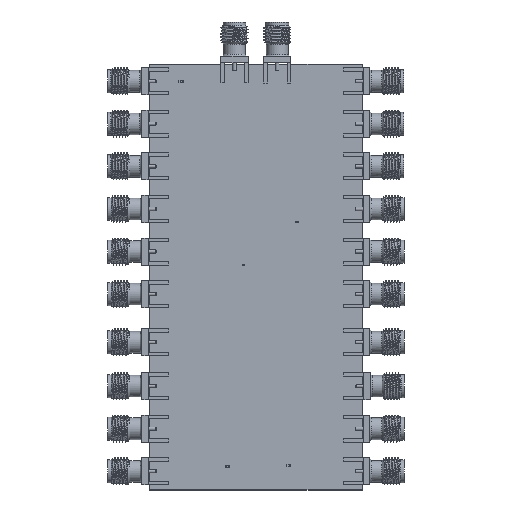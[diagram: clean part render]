
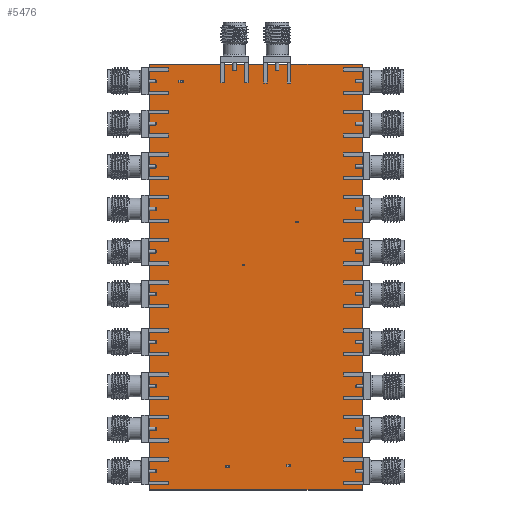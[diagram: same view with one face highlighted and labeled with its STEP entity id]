
A CAD part, top view. The second image highlights one B-rep face of the part: STEP entity #5476.
In plain terms, the highlighted planar face has unit normal (0, 0, 1).
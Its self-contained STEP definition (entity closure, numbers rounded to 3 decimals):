
#5347 = VERTEX_POINT('',#5348);
#5348 = CARTESIAN_POINT('',(144.,-152.,1.51));
#5354 = EDGE_CURVE('',#5347,#5355,#5357,.T.);
#5355 = VERTEX_POINT('',#5356);
#5356 = CARTESIAN_POINT('',(94.,-152.,1.51));
#5357 = LINE('',#5358,#5359);
#5358 = CARTESIAN_POINT('',(144.,-152.,1.51));
#5359 = VECTOR('',#5360,1.);
#5360 = DIRECTION('',(-1.,0.,0.));
#5385 = EDGE_CURVE('',#5355,#5386,#5388,.T.);
#5386 = VERTEX_POINT('',#5387);
#5387 = CARTESIAN_POINT('',(94.,-52.,1.51));
#5388 = LINE('',#5389,#5390);
#5389 = CARTESIAN_POINT('',(94.,-152.,1.51));
#5390 = VECTOR('',#5391,1.);
#5391 = DIRECTION('',(0.,1.,0.));
#5416 = EDGE_CURVE('',#5386,#5417,#5419,.T.);
#5417 = VERTEX_POINT('',#5418);
#5418 = CARTESIAN_POINT('',(144.,-52.,1.51));
#5419 = LINE('',#5420,#5421);
#5420 = CARTESIAN_POINT('',(94.,-52.,1.51));
#5421 = VECTOR('',#5422,1.);
#5422 = DIRECTION('',(1.,0.,0.));
#5447 = EDGE_CURVE('',#5417,#5347,#5448,.T.);
#5448 = LINE('',#5449,#5450);
#5449 = CARTESIAN_POINT('',(144.,-52.,1.51));
#5450 = VECTOR('',#5451,1.);
#5451 = DIRECTION('',(0.,-1.,0.));
#5476 = ADVANCED_FACE('',(#5477),#5483,.T.);
#5477 = FACE_BOUND('',#5478,.F.);
#5478 = EDGE_LOOP('',(#5479,#5480,#5481,#5482));
#5479 = ORIENTED_EDGE('',*,*,#5354,.T.);
#5480 = ORIENTED_EDGE('',*,*,#5385,.T.);
#5481 = ORIENTED_EDGE('',*,*,#5416,.T.);
#5482 = ORIENTED_EDGE('',*,*,#5447,.T.);
#5483 = PLANE('',#5484);
#5484 = AXIS2_PLACEMENT_3D('',#5485,#5486,#5487);
#5485 = CARTESIAN_POINT('',(0.,0.,1.51));
#5486 = DIRECTION('',(0.,0.,1.));
#5487 = DIRECTION('',(1.,0.,-0.));
